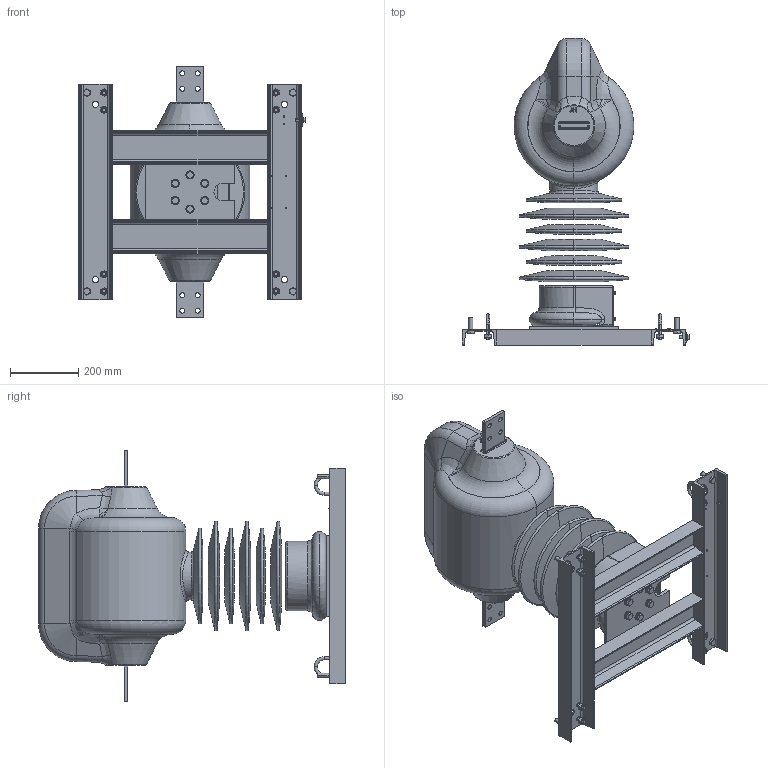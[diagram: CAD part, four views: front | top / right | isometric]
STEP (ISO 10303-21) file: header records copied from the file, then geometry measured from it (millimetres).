
FILE_DESCRIPTION (( 'STEP AP203' ), '1' );
FILE_NAME ('ﾒﾎﾋ-35-III-II(2).STEP', '2018-08-15T05:01:47', ( '' ), ( '' ), 'SwSTEP 2.0', 'SolidWorks 2010', '' );
FILE_SCHEMA (( 'CONFIG_CONTROL_DESIGN' ));
Length unit declared in the file: millimetre
Products named in the file (1): ﾒﾎﾋ-35-III-II(2)
Bounding box: 663.9 x 896 x 733 mm (x, y, z)
Surface area: 2537754.5 mm2 (no closed solid volume)
Topology: 0 solids, 100 shells, 720 faces, 2444 edges, 1769 vertices
Faces by surface type: plane 277, cylinder 194, cone 87, bspline 76, torus 60, sphere 26
Entity records: 32633 total; most frequent: CARTESIAN_POINT 12048, DIRECTION 4346, ORIENTED_EDGE 3706, EDGE_CURVE 2434, VERTEX_POINT 1769, AXIS2_PLACEMENT_3D 1688, CIRCLE 1043, VECTOR 970
